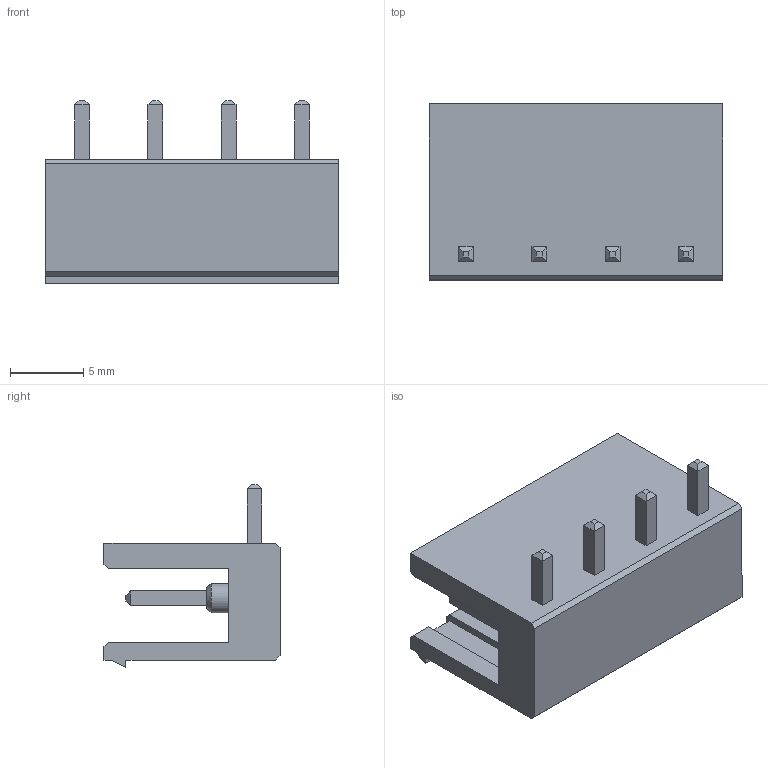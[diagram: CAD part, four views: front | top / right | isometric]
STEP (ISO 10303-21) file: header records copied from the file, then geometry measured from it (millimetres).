
FILE_DESCRIPTION (( 'STEP AP203' ), '1' );
FILE_NAME ('抔樦擨鴀 5EHDR-04P.STEP', '2014-01-09T11:17:27', ( '' ), ( '' ), 'SwSTEP 2.0', 'SolidWorks 2012', '' );
FILE_SCHEMA (( 'CONFIG_CONTROL_DESIGN' ));
Length unit declared in the file: millimetre
Products named in the file (1): 抔樦擨鴀 5EHDR-04P
Bounding box: 20 x 12 x 12.47 mm (x, y, z)
Volume: 979.5 mm3; surface area: 1474.6 mm2
Topology: 1 solids, 1 shells, 169 faces, 425 edges, 266 vertices
Faces by surface type: plane 137, cone 16, cylinder 16
Entity records: 5064 total; most frequent: CARTESIAN_POINT 981, ORIENTED_EDGE 850, DIRECTION 789, EDGE_CURVE 425, LINE 321, VECTOR 321, VERTEX_POINT 266, AXIS2_PLACEMENT_3D 234
